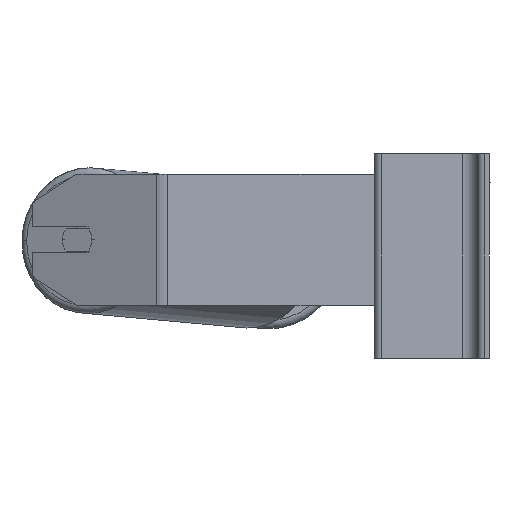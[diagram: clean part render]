
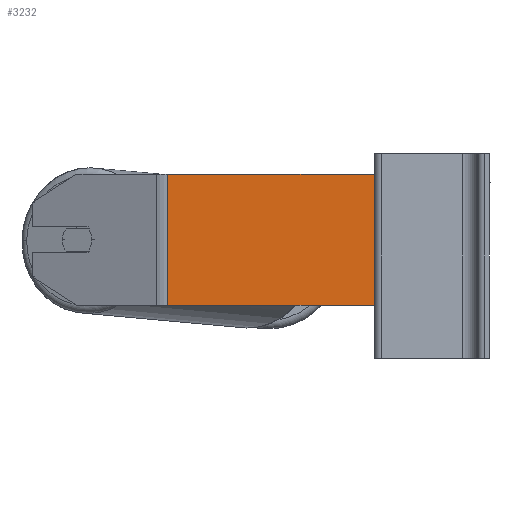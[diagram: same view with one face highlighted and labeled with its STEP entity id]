
A CAD part, left-side view. The second image highlights one B-rep face of the part: STEP entity #3232.
In plain terms, the highlighted planar face has unit normal (-1, 0, 0).
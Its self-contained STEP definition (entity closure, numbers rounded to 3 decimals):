
#50 = ORIENTED_EDGE ( 'NONE', *, *, #6908, .T. ) ;
#376 = CARTESIAN_POINT ( 'NONE',  ( -413., 147.646, 50. ) ) ;
#1049 = VERTEX_POINT ( 'NONE', #4796 ) ;
#1242 = ORIENTED_EDGE ( 'NONE', *, *, #3031, .F. ) ;
#1282 = AXIS2_PLACEMENT_3D ( 'NONE', #376, #3600, #6846 ) ;
#1722 = VERTEX_POINT ( 'NONE', #10304 ) ;
#2004 = ORIENTED_EDGE ( 'NONE', *, *, #3126, .F. ) ;
#2347 = CARTESIAN_POINT ( 'NONE',  ( -413., 144.099, -30. ) ) ;
#2696 = LINE ( 'NONE', #4389, #5067 ) ;
#3031 = EDGE_CURVE ( 'NONE', #8938, #1049, #4087, .T. ) ;
#3126 = EDGE_CURVE ( 'NONE', #1049, #1722, #7435, .T. ) ;
#3232 = ADVANCED_FACE ( 'NONE', ( #9292 ), #10242, .F. ) ;
#3600 = DIRECTION ( 'NONE',  ( 1., 0., 0. ) ) ;
#4087 = LINE ( 'NONE', #8779, #7715 ) ;
#4389 = CARTESIAN_POINT ( 'NONE',  ( -413., 147.646, -30. ) ) ;
#4511 = EDGE_CURVE ( 'NONE', #8938, #9670, #8609, .T. ) ;
#4796 = CARTESIAN_POINT ( 'NONE',  ( -413., 18., 50. ) ) ;
#5067 = VECTOR ( 'NONE', #8333, 1000. ) ;
#5353 = CARTESIAN_POINT ( 'NONE',  ( -413., 144.099, 50. ) ) ;
#6482 = ORIENTED_EDGE ( 'NONE', *, *, #4511, .T. ) ;
#6635 = DIRECTION ( 'NONE',  ( 0., 0., -1. ) ) ;
#6846 = DIRECTION ( 'NONE',  ( 0., 1., 0. ) ) ;
#6908 = EDGE_CURVE ( 'NONE', #9670, #1722, #2696, .T. ) ;
#7435 = LINE ( 'NONE', #8347, #9407 ) ;
#7715 = VECTOR ( 'NONE', #8398, 1000. ) ;
#7736 = VECTOR ( 'NONE', #7798, 1000. ) ;
#7798 = DIRECTION ( 'NONE',  ( 0., 0., -1. ) ) ;
#8214 = CARTESIAN_POINT ( 'NONE',  ( -413., 144.099, 50. ) ) ;
#8333 = DIRECTION ( 'NONE',  ( 0., -1., 0. ) ) ;
#8347 = CARTESIAN_POINT ( 'NONE',  ( -413., 18., 50. ) ) ;
#8398 = DIRECTION ( 'NONE',  ( 0., -1., 0. ) ) ;
#8547 = EDGE_LOOP ( 'NONE', ( #50, #2004, #1242, #6482 ) ) ;
#8609 = LINE ( 'NONE', #5353, #7736 ) ;
#8779 = CARTESIAN_POINT ( 'NONE',  ( -413., 147.646, 50. ) ) ;
#8938 = VERTEX_POINT ( 'NONE', #8214 ) ;
#9292 = FACE_OUTER_BOUND ( 'NONE', #8547, .T. ) ;
#9407 = VECTOR ( 'NONE', #6635, 1000. ) ;
#9670 = VERTEX_POINT ( 'NONE', #2347 ) ;
#10242 = PLANE ( 'NONE',  #1282 ) ;
#10304 = CARTESIAN_POINT ( 'NONE',  ( -413., 18., -30. ) ) ;
